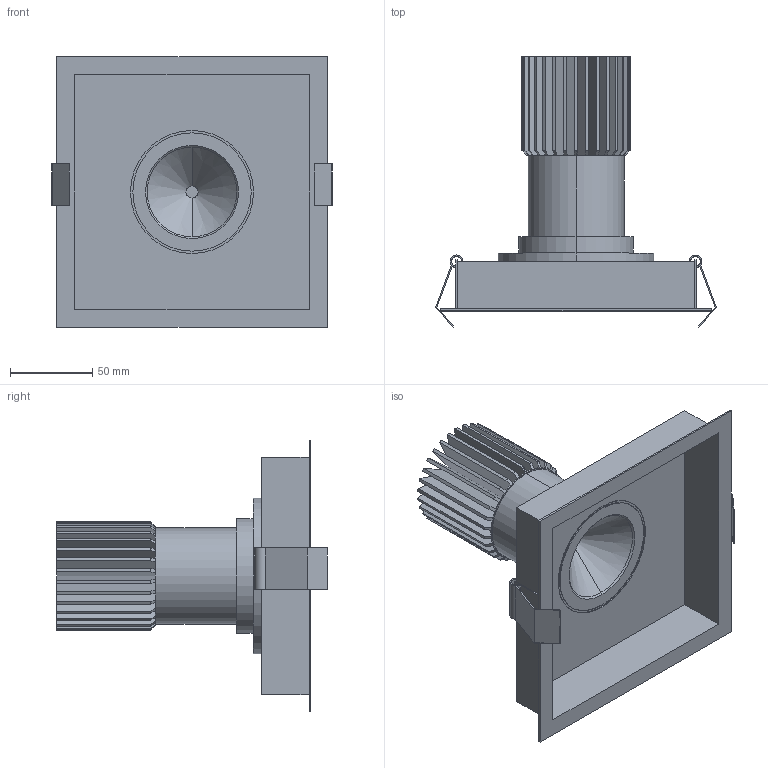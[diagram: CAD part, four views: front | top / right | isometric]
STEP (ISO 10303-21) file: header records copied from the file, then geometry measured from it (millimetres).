
FILE_DESCRIPTION (( 'STEP AP214' ), '1' );
FILE_NAME ('RADO 26 BL D45 4000K DALI.STEP', '2018-07-23T06:47:54', ( 'usr' ), ( '' ), 'SwSTEP 2.0', 'SolidWorks 2013', '' );
FILE_SCHEMA (( 'AUTOMOTIVE_DESIGN' ));
Length unit declared in the file: millimetre
Products named in the file (1): RADO 26 BL D45 4000K DALI
Bounding box: 170.28 x 164.02 x 164 mm (x, y, z)
Volume: 313358.9 mm3; surface area: 212063.5 mm2
Topology: 2 solids, 2 shells, 196 faces, 542 edges, 361 vertices
Faces by surface type: plane 139, cylinder 51, cone 6
Entity records: 6753 total; most frequent: CARTESIAN_POINT 1280, ORIENTED_EDGE 1084, DIRECTION 1019, EDGE_CURVE 542, VERTEX_POINT 361, AXIS2_PLACEMENT_3D 340, VECTOR 339, LINE 339
